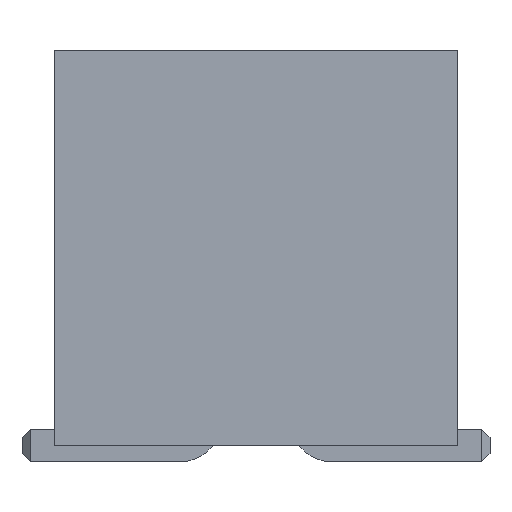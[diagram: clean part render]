
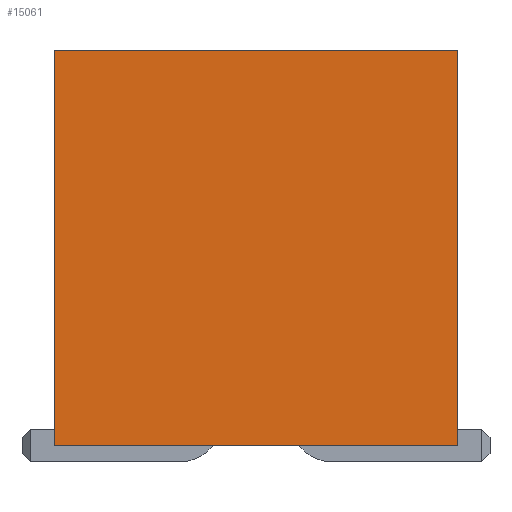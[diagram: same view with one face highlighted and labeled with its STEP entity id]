
A CAD part, front view. The second image highlights one B-rep face of the part: STEP entity #15061.
In plain terms, the highlighted planar face has unit normal (0, -1, 0).
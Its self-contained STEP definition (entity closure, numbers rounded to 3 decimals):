
#1339=FACE_OUTER_BOUND('',#2258,.T.);
#2258=EDGE_LOOP('',(#13304,#13305,#13306,#13307));
#4081=LINE('',#24486,#5928);
#4102=LINE('',#24529,#5949);
#4103=LINE('',#24530,#5950);
#4104=LINE('',#24531,#5951);
#5928=VECTOR('',#20286,10.);
#5949=VECTOR('',#20325,10.);
#5950=VECTOR('',#20326,10.);
#5951=VECTOR('',#20327,10.);
#7170=VERTEX_POINT('',#24483);
#7171=VERTEX_POINT('',#24485);
#7183=VERTEX_POINT('',#24527);
#7184=VERTEX_POINT('',#24528);
#9205=EDGE_CURVE('',#7170,#7171,#4081,.T.);
#9226=EDGE_CURVE('',#7183,#7184,#4102,.T.);
#9227=EDGE_CURVE('',#7184,#7171,#4103,.T.);
#9228=EDGE_CURVE('',#7183,#7170,#4104,.T.);
#13304=ORIENTED_EDGE('',*,*,#9226,.T.);
#13305=ORIENTED_EDGE('',*,*,#9227,.T.);
#13306=ORIENTED_EDGE('',*,*,#9205,.F.);
#13307=ORIENTED_EDGE('',*,*,#9228,.F.);
#14142=PLANE('',#16245);
#15061=ADVANCED_FACE('',(#1339),#14142,.T.);
#16245=AXIS2_PLACEMENT_3D('',#24526,#20323,#20324);
#20286=DIRECTION('',(1.,0.,0.));
#20323=DIRECTION('center_axis',(0.,-1.,0.));
#20324=DIRECTION('ref_axis',(1.,0.,0.));
#20325=DIRECTION('',(1.,0.,0.));
#20326=DIRECTION('',(0.,0.,1.));
#20327=DIRECTION('',(0.,0.,1.));
#24483=CARTESIAN_POINT('',(-2.5,-18.975,4.9));
#24485=CARTESIAN_POINT('',(2.5,-18.975,4.9));
#24486=CARTESIAN_POINT('',(-2.5,-18.975,4.9));
#24526=CARTESIAN_POINT('Origin',(-2.5,-18.975,0.));
#24527=CARTESIAN_POINT('',(-2.5,-18.975,0.));
#24528=CARTESIAN_POINT('',(2.5,-18.975,0.));
#24529=CARTESIAN_POINT('',(-2.5,-18.975,0.));
#24530=CARTESIAN_POINT('',(2.5,-18.975,0.));
#24531=CARTESIAN_POINT('',(-2.5,-18.975,0.));
